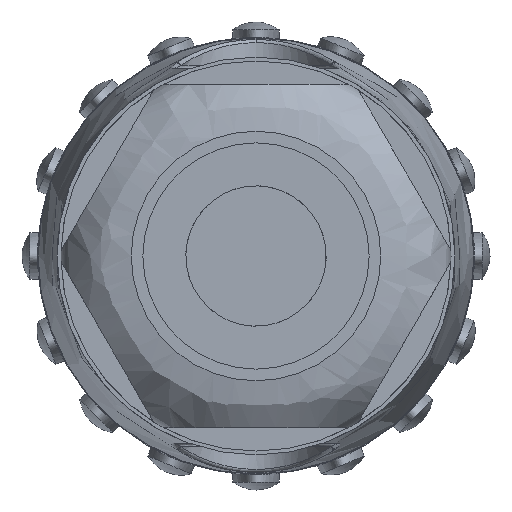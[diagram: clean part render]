
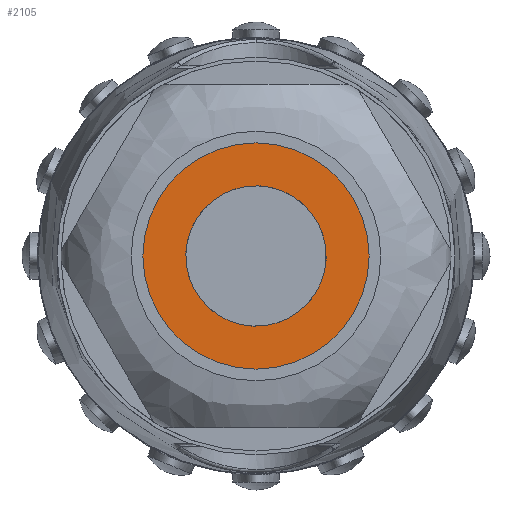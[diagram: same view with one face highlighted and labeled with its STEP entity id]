
A CAD part, left-side view. The second image highlights one B-rep face of the part: STEP entity #2105.
In plain terms, the highlighted planar face has unit normal (-1, 0, 0).
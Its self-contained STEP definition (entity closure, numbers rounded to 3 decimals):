
#1001=FACE_BOUND('',#4659,.T.);
#1002=FACE_BOUND('',#4660,.T.);
#2105=ADVANCED_FACE('',(#1001,#1002),#2746,.T.);
#2746=PLANE('',#17849);
#4659=EDGE_LOOP('',(#9509));
#4660=EDGE_LOOP('',(#9510));
#4827=CIRCLE('',#16882,7.25);
#5152=CIRCLE('',#17848,4.5);
#9509=ORIENTED_EDGE('',*,*,#13483,.F.);
#9510=ORIENTED_EDGE('',*,*,#11602,.F.);
#9957=VERTEX_POINT('',#22882);
#11232=VERTEX_POINT('',#36874);
#11602=EDGE_CURVE('',#9957,#9957,#4827,.T.);
#13483=EDGE_CURVE('',#11232,#11232,#5152,.T.);
#16882=AXIS2_PLACEMENT_3D('',#22881,#18526,#18527);
#17848=AXIS2_PLACEMENT_3D('',#36873,#21787,#21788);
#17849=AXIS2_PLACEMENT_3D('',#36875,#21789,#21790);
#18526=DIRECTION('',(1.,0.,0.));
#18527=DIRECTION('',(0.,0.5,0.866));
#21787=DIRECTION('',(-1.,0.,0.));
#21788=DIRECTION('',(0.,0.382,-0.924));
#21789=DIRECTION('',(-1.,0.,0.));
#21790=DIRECTION('',(0.,0.382,-0.924));
#22881=CARTESIAN_POINT('',(-44.1,0.,0.));
#22882=CARTESIAN_POINT('',(-44.1,3.625,6.279));
#36873=CARTESIAN_POINT('',(-44.1,0.,0.));
#36874=CARTESIAN_POINT('',(-44.1,1.718,-4.159));
#36875=CARTESIAN_POINT('',(-44.1,5.071,12.212));
